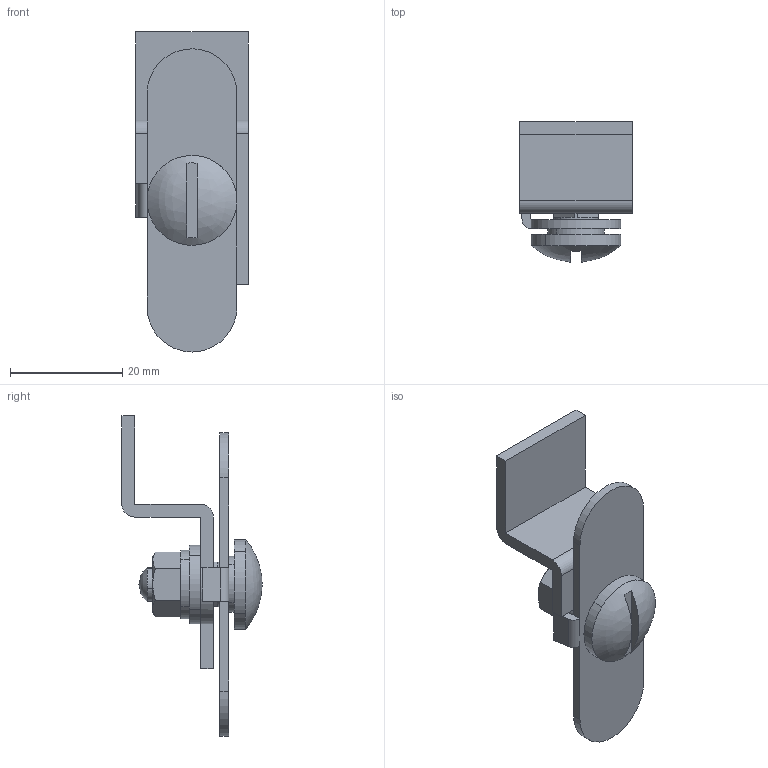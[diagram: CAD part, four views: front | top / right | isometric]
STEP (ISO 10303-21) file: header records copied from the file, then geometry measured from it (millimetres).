
FILE_DESCRIPTION((''),'2;1');
FILE_NAME('','2006-01-16T16:03:08',(''),(''),'','CADfix','');
FILE_SCHEMA(('AUTOMOTIVE_DESIGN'));
Length unit declared in the file: millimetre
Products named in the file (6): washer; nut; knob; cam; base; TL_94_002_628_36
Assembly tree (5 placements, depth 2):
  TL_94_002_628_36
    washer
    nut
    knob
    cam
    base
Bounding box: 20 x 24.96 x 57 mm (x, y, z)
Volume: 5416.1 mm3; surface area: 5999.8 mm2
Topology: 5 solids, 5 shells, 89 faces, 285 edges, 211 vertices
Faces by surface type: bspline 89
Entity records: 4285 total; most frequent: CARTESIAN_POINT 2445, ORIENTED_EDGE 562, EDGE_CURVE 281, VERTEX_POINT 209, B_SPLINE_CURVE_WITH_KNOTS 159, QUASI_UNIFORM_CURVE 122, EDGE_LOOP 100, FACE_OUTER_BOUND 87
